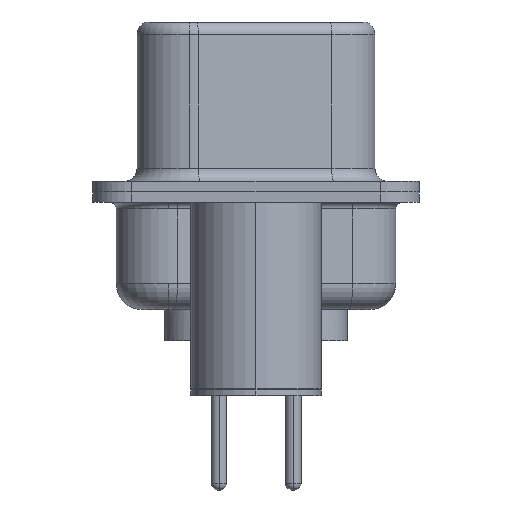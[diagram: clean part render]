
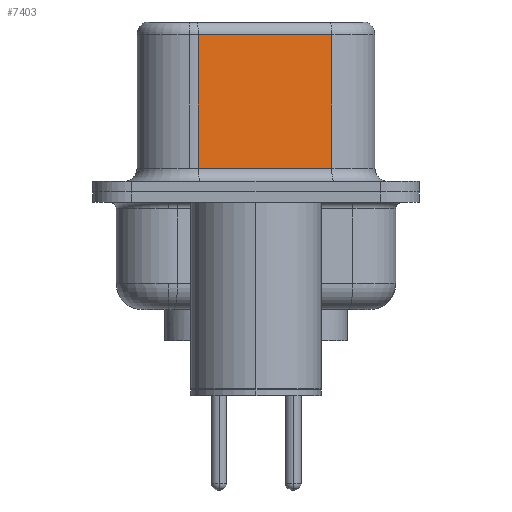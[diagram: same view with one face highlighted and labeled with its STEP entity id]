
A CAD part, left-side view. The second image highlights one B-rep face of the part: STEP entity #7403.
In plain terms, the highlighted planar face has unit normal (-0.985, -0.174, 0).
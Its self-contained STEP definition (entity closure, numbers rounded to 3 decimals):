
#761 = VERTEX_POINT ( 'NONE', #5201 ) ;
#849 = DIRECTION ( 'NONE',  ( 0., 0., -1. ) ) ;
#1002 = EDGE_CURVE ( 'NONE', #761, #6614, #7071, .T. ) ;
#1128 = EDGE_CURVE ( 'NONE', #6614, #13594, #2174, .T. ) ;
#1779 = DIRECTION ( 'NONE',  ( 0., 0., -1. ) ) ;
#1860 = LINE ( 'NONE', #8515, #16954 ) ;
#2174 = LINE ( 'NONE', #3501, #12982 ) ;
#2221 = EDGE_LOOP ( 'NONE', ( #12330, #11651, #4524, #15961 ) ) ;
#3501 = CARTESIAN_POINT ( 'NONE',  ( 3.655, 2.203, 6.52 ) ) ;
#4307 = CARTESIAN_POINT ( 'NONE',  ( 4.555, -2.897, 6.02 ) ) ;
#4426 = CARTESIAN_POINT ( 'NONE',  ( 4.555, -2.897, 6.52 ) ) ;
#4524 = ORIENTED_EDGE ( 'NONE', *, *, #1128, .T. ) ;
#5201 = CARTESIAN_POINT ( 'NONE',  ( 4.555, -2.897, 6.02 ) ) ;
#6614 = VERTEX_POINT ( 'NONE', #10334 ) ;
#7071 = LINE ( 'NONE', #4307, #13548 ) ;
#7403 = ADVANCED_FACE ( 'NONE', ( #11192 ), #16601, .F. ) ;
#7781 = CARTESIAN_POINT ( 'NONE',  ( 3.655, 2.203, 0.9 ) ) ;
#7885 = EDGE_CURVE ( 'NONE', #13594, #7938, #13758, .T. ) ;
#7938 = VERTEX_POINT ( 'NONE', #11510 ) ;
#8515 = CARTESIAN_POINT ( 'NONE',  ( 4.555, -2.897, 6.52 ) ) ;
#9843 = DIRECTION ( 'NONE',  ( 0.985, 0.174, 0. ) ) ;
#9914 = CARTESIAN_POINT ( 'NONE',  ( 4.555, -2.897, 0.9 ) ) ;
#10334 = CARTESIAN_POINT ( 'NONE',  ( 3.655, 2.203, 6.02 ) ) ;
#10855 = AXIS2_PLACEMENT_3D ( 'NONE', #4426, #9843, #12619 ) ;
#11157 = DIRECTION ( 'NONE',  ( -0.174, 0.985, 0. ) ) ;
#11192 = FACE_OUTER_BOUND ( 'NONE', #2221, .T. ) ;
#11479 = EDGE_CURVE ( 'NONE', #761, #7938, #1860, .T. ) ;
#11510 = CARTESIAN_POINT ( 'NONE',  ( 4.555, -2.897, 0.9 ) ) ;
#11651 = ORIENTED_EDGE ( 'NONE', *, *, #1002, .T. ) ;
#11723 = VECTOR ( 'NONE', #12677, 1000. ) ;
#12330 = ORIENTED_EDGE ( 'NONE', *, *, #11479, .F. ) ;
#12619 = DIRECTION ( 'NONE',  ( -0.174, 0.985, 0. ) ) ;
#12677 = DIRECTION ( 'NONE',  ( 0.174, -0.985, 0. ) ) ;
#12982 = VECTOR ( 'NONE', #849, 1000. ) ;
#13548 = VECTOR ( 'NONE', #11157, 1000. ) ;
#13594 = VERTEX_POINT ( 'NONE', #7781 ) ;
#13758 = LINE ( 'NONE', #9914, #11723 ) ;
#15961 = ORIENTED_EDGE ( 'NONE', *, *, #7885, .T. ) ;
#16601 = PLANE ( 'NONE',  #10855 ) ;
#16954 = VECTOR ( 'NONE', #1779, 1000. ) ;
